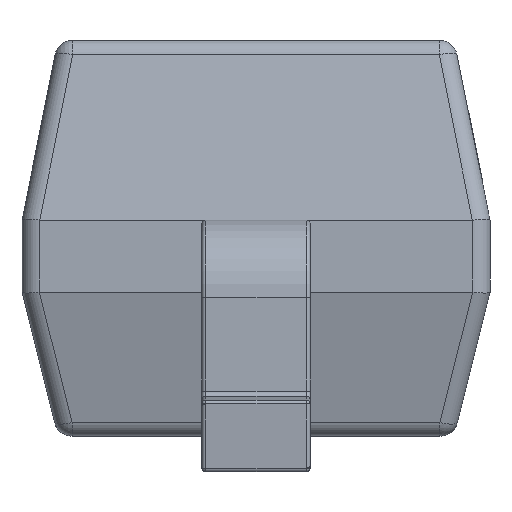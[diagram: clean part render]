
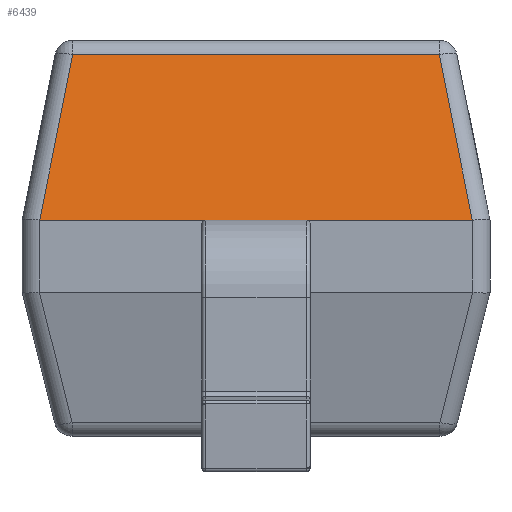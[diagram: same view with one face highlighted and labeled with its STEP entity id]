
A CAD part, left-side view. The second image highlights one B-rep face of the part: STEP entity #6439.
In plain terms, the highlighted planar face has unit normal (-0.981, 0, 0.196).
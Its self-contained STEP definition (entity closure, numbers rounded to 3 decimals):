
#117=(
BOUNDED_CURVE()
B_SPLINE_CURVE(3,(#9840,#9841,#9842,#9843),.UNSPECIFIED.,.F.,.F.)
B_SPLINE_CURVE_WITH_KNOTS((4,4),(6.264,6.283),
 .UNSPECIFIED.)
CURVE()
GEOMETRIC_REPRESENTATION_ITEM()
RATIONAL_B_SPLINE_CURVE((1.,1.,1.,1.))
REPRESENTATION_ITEM('')
);
#118=(
BOUNDED_CURVE()
B_SPLINE_CURVE(3,(#9845,#9846,#9847,#9848),.UNSPECIFIED.,.F.,.F.)
B_SPLINE_CURVE_WITH_KNOTS((4,4),(0.,0.019),
 .UNSPECIFIED.)
CURVE()
GEOMETRIC_REPRESENTATION_ITEM()
RATIONAL_B_SPLINE_CURVE((1.,1.,1.,1.))
REPRESENTATION_ITEM('')
);
#630=LINE('',#9741,#1203);
#664=LINE('',#9839,#1237);
#665=LINE('',#9850,#1238);
#666=LINE('',#9851,#1239);
#1203=VECTOR('',#7867,1.);
#1237=VECTOR('',#7937,1.);
#1238=VECTOR('',#7938,1.);
#1239=VECTOR('',#7939,1.);
#1626=PLANE('',#6960);
#1868=FACE_OUTER_BOUND('',#2249,.T.);
#2249=EDGE_LOOP('',(#4738,#4739,#4740,#4741,#4742,#4743));
#2909=VERTEX_POINT('',#9739);
#2910=VERTEX_POINT('',#9740);
#2947=VERTEX_POINT('',#9837);
#2948=VERTEX_POINT('',#9838);
#2949=VERTEX_POINT('',#9844);
#2950=VERTEX_POINT('',#9849);
#3575=EDGE_CURVE('',#2909,#2910,#630,.T.);
#3619=EDGE_CURVE('',#2947,#2948,#664,.T.);
#3620=EDGE_CURVE('',#2948,#2910,#117,.T.);
#3621=EDGE_CURVE('',#2909,#2949,#118,.T.);
#3622=EDGE_CURVE('',#2949,#2950,#665,.T.);
#3623=EDGE_CURVE('',#2950,#2947,#666,.T.);
#4738=ORIENTED_EDGE('',*,*,#3619,.T.);
#4739=ORIENTED_EDGE('',*,*,#3620,.T.);
#4740=ORIENTED_EDGE('',*,*,#3575,.F.);
#4741=ORIENTED_EDGE('',*,*,#3621,.T.);
#4742=ORIENTED_EDGE('',*,*,#3622,.T.);
#4743=ORIENTED_EDGE('',*,*,#3623,.T.);
#6439=ADVANCED_FACE('',(#1868),#1626,.T.);
#6960=AXIS2_PLACEMENT_3D('',#9836,#7935,#7936);
#7867=DIRECTION('',(0.,1.,0.));
#7935=DIRECTION('center_axis',(-0.981,0.,
0.196));
#7936=DIRECTION('ref_axis',(0.,1.,0.));
#7937=DIRECTION('',(-0.192,0.192,-0.962));
#7938=DIRECTION('',(0.192,0.192,0.962));
#7939=DIRECTION('',(0.,1.,0.));
#9739=CARTESIAN_POINT('',(-0.825,-0.6,0.699));
#9740=CARTESIAN_POINT('',(-0.825,0.6,0.699));
#9741=CARTESIAN_POINT('',(-0.825,0.65,0.699));
#9836=CARTESIAN_POINT('Origin',(-0.725,0.,1.199));
#9837=CARTESIAN_POINT('',(-0.733,0.509,1.159));
#9838=CARTESIAN_POINT('',(-0.825,0.601,0.699));
#9839=CARTESIAN_POINT('',(-0.706,0.482,1.292));
#9840=CARTESIAN_POINT('Ctrl Pts',(-0.825,0.601,0.699));
#9841=CARTESIAN_POINT('Ctrl Pts',(-0.825,0.601,0.699));
#9842=CARTESIAN_POINT('Ctrl Pts',(-0.825,0.6,0.699));
#9843=CARTESIAN_POINT('Ctrl Pts',(-0.825,0.6,0.699));
#9844=CARTESIAN_POINT('',(-0.825,-0.601,0.699));
#9845=CARTESIAN_POINT('Ctrl Pts',(-0.825,-0.6,0.699));
#9846=CARTESIAN_POINT('Ctrl Pts',(-0.825,-0.6,0.699));
#9847=CARTESIAN_POINT('Ctrl Pts',(-0.825,-0.601,0.699));
#9848=CARTESIAN_POINT('Ctrl Pts',(-0.825,-0.601,0.699));
#9849=CARTESIAN_POINT('',(-0.733,-0.509,1.159));
#9850=CARTESIAN_POINT('',(-0.706,-0.482,1.292));
#9851=CARTESIAN_POINT('',(-0.733,0.,1.159));
